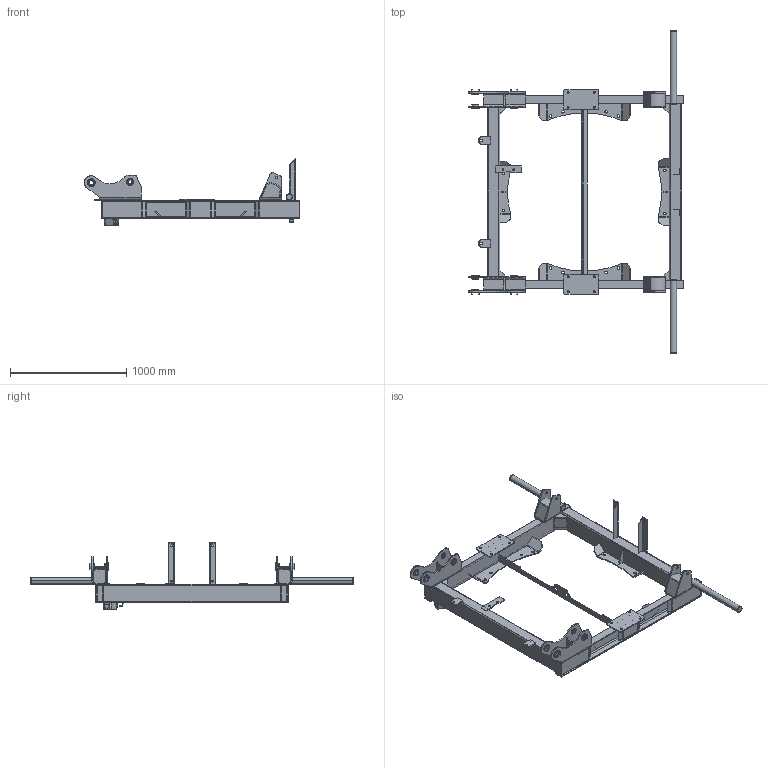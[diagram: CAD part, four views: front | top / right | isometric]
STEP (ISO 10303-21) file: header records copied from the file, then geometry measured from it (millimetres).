
FILE_DESCRIPTION(('FreeCAD Model'),'2;1');
FILE_NAME('Open CASCADE Shape Model','2025-05-08T07:37:09',('FreeCAD'),( 'FreeCAD'),'Open CASCADE STEP processor 7.6','FreeCAD','Unknown');
FILE_SCHEMA(('AUTOMOTIVE_DESIGN { 1 0 10303 214 1 1 1 1 }'));
Length unit declared in the file: millimetre
Products named in the file (1): Open CASCADE STEP translator 7.6 1
Bounding box: 1852.34 x 2775.59 x 573.39 mm (x, y, z)
Volume: 30163632.4 mm3; surface area: 9138020.7 mm2
Topology: 61 solids, 61 shells, 999 faces, 2317 edges, 1448 vertices
Faces by surface type: bspline 999
Entity records: 27224 total; most frequent: CARTESIAN_POINT 13339, ORIENTED_EDGE 4634, EDGE_CURVE 2317, B_SPLINE_CURVE_WITH_KNOTS 1531, VERTEX_POINT 1448, FACE_BOUND 1119, EDGE_LOOP 1119, ADVANCED_FACE 999
